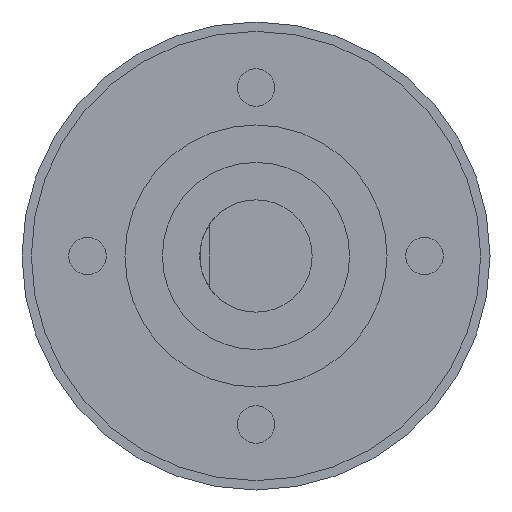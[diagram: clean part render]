
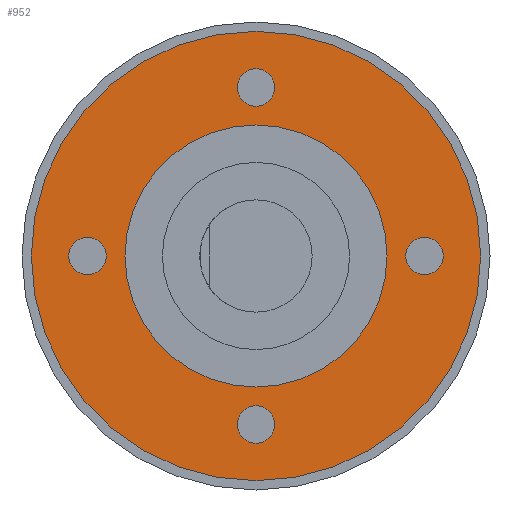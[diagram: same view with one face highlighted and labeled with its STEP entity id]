
A CAD part, left-side view. The second image highlights one B-rep face of the part: STEP entity #952.
In plain terms, the highlighted planar face has unit normal (-1, 0, 0).
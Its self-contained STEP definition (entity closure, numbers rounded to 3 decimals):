
#1 = ORIENTED_EDGE ( 'NONE', *, *, #109, .F. ) ;
#6 = AXIS2_PLACEMENT_3D ( 'NONE', #140, #513, #830 ) ;
#9 = ORIENTED_EDGE ( 'NONE', *, *, #270, .F. ) ;
#14 = DIRECTION ( 'NONE',  ( -1., 0., 0. ) ) ;
#17 = ORIENTED_EDGE ( 'NONE', *, *, #1000, .F. ) ;
#59 = EDGE_LOOP ( 'NONE', ( #214, #17 ) ) ;
#62 = CARTESIAN_POINT ( 'NONE',  ( -28., 9., -1. ) ) ;
#65 = CARTESIAN_POINT ( 'NONE',  ( -28., 0., 0. ) ) ;
#77 = VERTEX_POINT ( 'NONE', #180 ) ;
#82 = EDGE_LOOP ( 'NONE', ( #227, #802 ) ) ;
#91 = FACE_BOUND ( 'NONE', #263, .T. ) ;
#98 = CARTESIAN_POINT ( 'NONE',  ( -28., 9., 1. ) ) ;
#100 = AXIS2_PLACEMENT_3D ( 'NONE', #684, #142, #385 ) ;
#107 = DIRECTION ( 'NONE',  ( 0., 0., -1. ) ) ;
#109 = EDGE_CURVE ( 'NONE', #924, #725, #730, .T. ) ;
#115 = EDGE_CURVE ( 'NONE', #439, #620, #760, .T. ) ;
#122 = VERTEX_POINT ( 'NONE', #62 ) ;
#134 = DIRECTION ( 'NONE',  ( -1., 0., 0. ) ) ;
#136 = AXIS2_PLACEMENT_3D ( 'NONE', #526, #134, #928 ) ;
#140 = CARTESIAN_POINT ( 'NONE',  ( -28., 0., -9. ) ) ;
#142 = DIRECTION ( 'NONE',  ( -1., 0., 0. ) ) ;
#163 = DIRECTION ( 'NONE',  ( 1., 0., 0. ) ) ;
#173 = EDGE_CURVE ( 'NONE', #620, #439, #907, .T. ) ;
#174 = DIRECTION ( 'NONE',  ( 0., 0., 1. ) ) ;
#179 = CARTESIAN_POINT ( 'NONE',  ( -28., 0., 0. ) ) ;
#180 = CARTESIAN_POINT ( 'NONE',  ( -28., 0., 12. ) ) ;
#187 = ORIENTED_EDGE ( 'NONE', *, *, #533, .T. ) ;
#204 = AXIS2_PLACEMENT_3D ( 'NONE', #349, #14, #332 ) ;
#214 = ORIENTED_EDGE ( 'NONE', *, *, #1012, .F. ) ;
#227 = ORIENTED_EDGE ( 'NONE', *, *, #115, .F. ) ;
#234 = DIRECTION ( 'NONE',  ( -1., 0., 0. ) ) ;
#243 = ORIENTED_EDGE ( 'NONE', *, *, #964, .F. ) ;
#251 = DIRECTION ( 'NONE',  ( 0., 0., 1. ) ) ;
#253 = AXIS2_PLACEMENT_3D ( 'NONE', #703, #234, #251 ) ;
#255 = PLANE ( 'NONE',  #204 ) ;
#257 = CARTESIAN_POINT ( 'NONE',  ( -28., -9., 1. ) ) ;
#263 = EDGE_LOOP ( 'NONE', ( #243, #9 ) ) ;
#267 = VERTEX_POINT ( 'NONE', #532 ) ;
#270 = EDGE_CURVE ( 'NONE', #122, #879, #875, .T. ) ;
#273 = CIRCLE ( 'NONE', #6, 1. ) ;
#280 = ORIENTED_EDGE ( 'NONE', *, *, #421, .F. ) ;
#290 = VERTEX_POINT ( 'NONE', #486 ) ;
#300 = VERTEX_POINT ( 'NONE', #780 ) ;
#332 = DIRECTION ( 'NONE',  ( 0., 0., 1. ) ) ;
#337 = AXIS2_PLACEMENT_3D ( 'NONE', #436, #956, #107 ) ;
#339 = AXIS2_PLACEMENT_3D ( 'NONE', #955, #423, #965 ) ;
#349 = CARTESIAN_POINT ( 'NONE',  ( -28., 12., 0. ) ) ;
#354 = FACE_BOUND ( 'NONE', #360, .T. ) ;
#358 = AXIS2_PLACEMENT_3D ( 'NONE', #65, #792, #541 ) ;
#360 = EDGE_LOOP ( 'NONE', ( #459, #1 ) ) ;
#367 = CARTESIAN_POINT ( 'NONE',  ( -28., -9., -1. ) ) ;
#385 = DIRECTION ( 'NONE',  ( 0., 0., 1. ) ) ;
#388 = CIRCLE ( 'NONE', #454, 1. ) ;
#410 = FACE_OUTER_BOUND ( 'NONE', #444, .T. ) ;
#413 = DIRECTION ( 'NONE',  ( -1., 0., 0. ) ) ;
#421 = EDGE_CURVE ( 'NONE', #77, #300, #531, .T. ) ;
#423 = DIRECTION ( 'NONE',  ( -1., 0., 0. ) ) ;
#436 = CARTESIAN_POINT ( 'NONE',  ( -28., 0., 0. ) ) ;
#437 = AXIS2_PLACEMENT_3D ( 'NONE', #934, #163, #552 ) ;
#439 = VERTEX_POINT ( 'NONE', #257 ) ;
#444 = EDGE_LOOP ( 'NONE', ( #735, #280 ) ) ;
#449 = DIRECTION ( 'NONE',  ( -1., 0., 0. ) ) ;
#454 = AXIS2_PLACEMENT_3D ( 'NONE', #570, #413, #174 ) ;
#459 = ORIENTED_EDGE ( 'NONE', *, *, #909, .F. ) ;
#486 = CARTESIAN_POINT ( 'NONE',  ( -28., 0., -8. ) ) ;
#513 = DIRECTION ( 'NONE',  ( -1., 0., 0. ) ) ;
#526 = CARTESIAN_POINT ( 'NONE',  ( -28., -9., 0. ) ) ;
#531 = CIRCLE ( 'NONE', #646, 12. ) ;
#532 = CARTESIAN_POINT ( 'NONE',  ( -28., 0., -7. ) ) ;
#533 = EDGE_CURVE ( 'NONE', #267, #643, #812, .T. ) ;
#537 = DIRECTION ( 'NONE',  ( -1., 0., 0. ) ) ;
#541 = DIRECTION ( 'NONE',  ( 0., 0., -1. ) ) ;
#552 = DIRECTION ( 'NONE',  ( 0., 0., -1. ) ) ;
#567 = CARTESIAN_POINT ( 'NONE',  ( -28., 0., -10. ) ) ;
#570 = CARTESIAN_POINT ( 'NONE',  ( -28., 0., 9. ) ) ;
#581 = CIRCLE ( 'NONE', #437, 7. ) ;
#620 = VERTEX_POINT ( 'NONE', #367 ) ;
#629 = AXIS2_PLACEMENT_3D ( 'NONE', #920, #449, #768 ) ;
#636 = CARTESIAN_POINT ( 'NONE',  ( -28., 0., 10. ) ) ;
#643 = VERTEX_POINT ( 'NONE', #764 ) ;
#646 = AXIS2_PLACEMENT_3D ( 'NONE', #179, #746, #815 ) ;
#654 = FACE_BOUND ( 'NONE', #59, .T. ) ;
#684 = CARTESIAN_POINT ( 'NONE',  ( -28., -9., 0. ) ) ;
#703 = CARTESIAN_POINT ( 'NONE',  ( -28., 9., 0. ) ) ;
#720 = FACE_BOUND ( 'NONE', #82, .T. ) ;
#725 = VERTEX_POINT ( 'NONE', #636 ) ;
#730 = CIRCLE ( 'NONE', #1004, 1. ) ;
#735 = ORIENTED_EDGE ( 'NONE', *, *, #803, .F. ) ;
#740 = CARTESIAN_POINT ( 'NONE',  ( -28., 0., 8. ) ) ;
#746 = DIRECTION ( 'NONE',  ( 1., 0., 0. ) ) ;
#752 = CARTESIAN_POINT ( 'NONE',  ( -28., 0., 9. ) ) ;
#760 = CIRCLE ( 'NONE', #100, 1. ) ;
#763 = CIRCLE ( 'NONE', #629, 1. ) ;
#764 = CARTESIAN_POINT ( 'NONE',  ( -28., 0., 7. ) ) ;
#768 = DIRECTION ( 'NONE',  ( 0., 0., 1. ) ) ;
#780 = CARTESIAN_POINT ( 'NONE',  ( -28., 0., -12. ) ) ;
#781 = CIRCLE ( 'NONE', #339, 1. ) ;
#792 = DIRECTION ( 'NONE',  ( 1., 0., 0. ) ) ;
#796 = CIRCLE ( 'NONE', #358, 12. ) ;
#802 = ORIENTED_EDGE ( 'NONE', *, *, #173, .F. ) ;
#803 = EDGE_CURVE ( 'NONE', #300, #77, #796, .T. ) ;
#812 = CIRCLE ( 'NONE', #337, 7. ) ;
#815 = DIRECTION ( 'NONE',  ( 0., 0., -1. ) ) ;
#830 = DIRECTION ( 'NONE',  ( 0., 0., 1. ) ) ;
#831 = EDGE_CURVE ( 'NONE', #643, #267, #581, .T. ) ;
#849 = DIRECTION ( 'NONE',  ( 0., 0., 1. ) ) ;
#875 = CIRCLE ( 'NONE', #253, 1. ) ;
#879 = VERTEX_POINT ( 'NONE', #98 ) ;
#907 = CIRCLE ( 'NONE', #136, 1. ) ;
#909 = EDGE_CURVE ( 'NONE', #725, #924, #388, .T. ) ;
#920 = CARTESIAN_POINT ( 'NONE',  ( -28., 0., -9. ) ) ;
#924 = VERTEX_POINT ( 'NONE', #740 ) ;
#928 = DIRECTION ( 'NONE',  ( 0., 0., 1. ) ) ;
#934 = CARTESIAN_POINT ( 'NONE',  ( -28., 0., 0. ) ) ;
#943 = ORIENTED_EDGE ( 'NONE', *, *, #831, .T. ) ;
#952 = ADVANCED_FACE ( 'NONE', ( #91, #354, #720, #654, #976, #410 ), #255, .T. ) ;
#955 = CARTESIAN_POINT ( 'NONE',  ( -28., 9., 0. ) ) ;
#956 = DIRECTION ( 'NONE',  ( 1., 0., 0. ) ) ;
#964 = EDGE_CURVE ( 'NONE', #879, #122, #781, .T. ) ;
#965 = DIRECTION ( 'NONE',  ( 0., 0., 1. ) ) ;
#968 = VERTEX_POINT ( 'NONE', #567 ) ;
#976 = FACE_BOUND ( 'NONE', #989, .T. ) ;
#989 = EDGE_LOOP ( 'NONE', ( #187, #943 ) ) ;
#1000 = EDGE_CURVE ( 'NONE', #968, #290, #273, .T. ) ;
#1004 = AXIS2_PLACEMENT_3D ( 'NONE', #752, #537, #849 ) ;
#1012 = EDGE_CURVE ( 'NONE', #290, #968, #763, .T. ) ;
